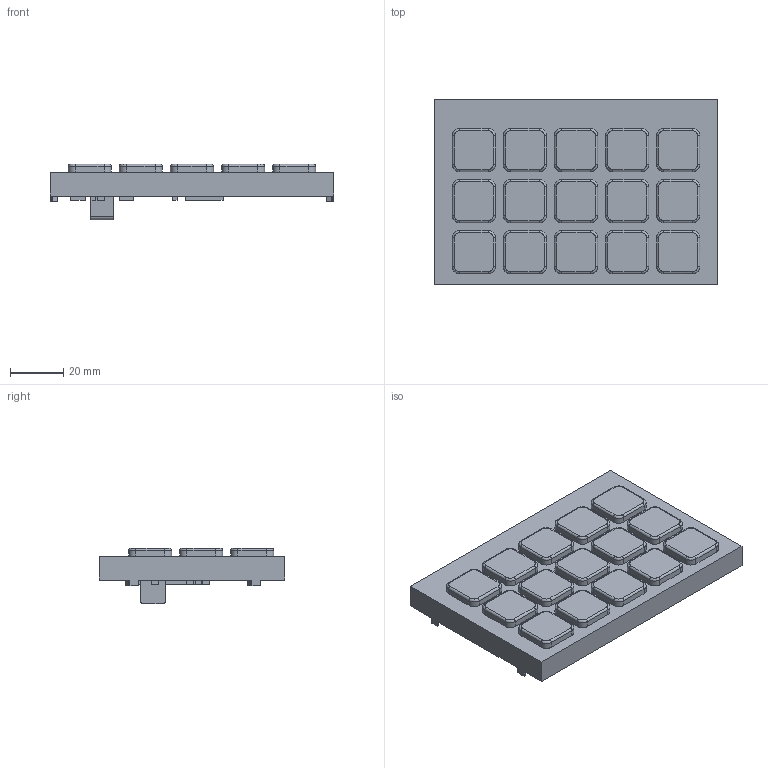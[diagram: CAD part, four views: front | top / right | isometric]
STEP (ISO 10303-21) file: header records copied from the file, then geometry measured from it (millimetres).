
FILE_DESCRIPTION ((), '1');
FILE_NAME ('Stream Deck Module.stp', '2022-01-27T00:48:56', ('Unknown'), ('Unknown'), 'HarmonyWare STEP v2.1.7', 'Vectorworks', '');
FILE_SCHEMA (('CONFIG_CONTROL_DESIGN'));
Length unit declared in the file: millimetre
Bounding box: 107 x 70 x 20.9 mm (x, y, z)
Volume: 14513.7 mm3; surface area: 47733.6 mm2
Topology: 12 solids, 27 shells, 399 faces, 908 edges, 564 vertices
Faces by surface type: bspline 399
Entity records: 12369 total; most frequent: CARTESIAN_POINT 6764, ORIENTED_EDGE 1816, EDGE_CURVE 908, B_SPLINE_CURVE_WITH_KNOTS 760, VERTEX_POINT 564, EDGE_LOOP 412, FACE_OUTER_BOUND 399, ADVANCED_FACE 399
